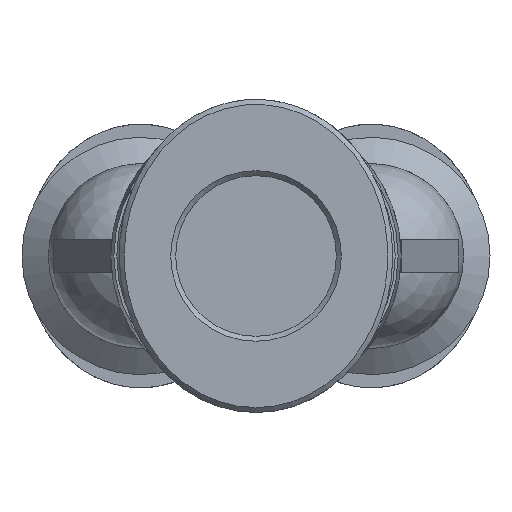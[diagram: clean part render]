
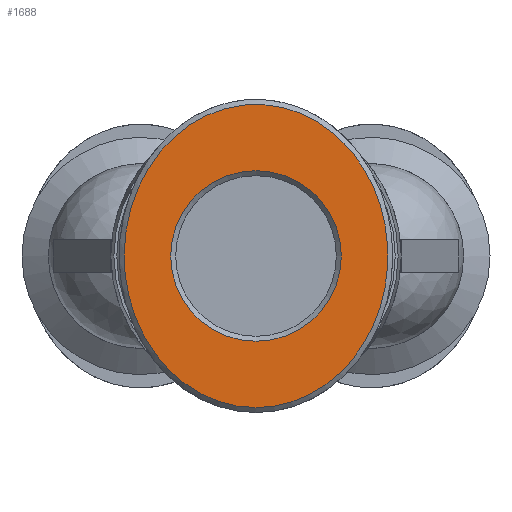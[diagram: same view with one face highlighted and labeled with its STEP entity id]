
A CAD part, front view. The second image highlights one B-rep face of the part: STEP entity #1688.
In plain terms, the highlighted face is planar.
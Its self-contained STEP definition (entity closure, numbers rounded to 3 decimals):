
#1615=CARTESIAN_POINT('',(9.2,5.8,0.));
#1616=VERTEX_POINT('',#1615);
#1646=CARTESIAN_POINT('',(9.2,5.8,0.));
#1647=CARTESIAN_POINT('',(9.2,5.8,1.19));
#1648=CARTESIAN_POINT('',(8.58,5.8,3.571));
#1649=CARTESIAN_POINT('',(5.951,5.8,6.456));
#1650=CARTESIAN_POINT('',(2.127,5.8,8.066));
#1651=CARTESIAN_POINT('',(-2.127,5.8,8.067));
#1652=CARTESIAN_POINT('',(-5.952,5.8,6.455));
#1653=CARTESIAN_POINT('',(-8.58,5.8,3.572));
#1654=CARTESIAN_POINT('',(-9.512,5.8,-0.001));
#1655=CARTESIAN_POINT('',(-8.681,5.8,-3.172));
#1656=CARTESIAN_POINT('',(-6.344,5.8,-6.179));
#1657=CARTESIAN_POINT('',(-2.605,5.8,-8.072));
#1658=CARTESIAN_POINT('',(2.129,5.8,-8.064));
#1659=CARTESIAN_POINT('',(5.95,5.8,-6.457));
#1660=CARTESIAN_POINT('',(8.581,5.8,-3.57));
#1661=CARTESIAN_POINT('',(9.2,5.8,-1.19));
#1662=CARTESIAN_POINT('',(9.2,5.8,0.));
#1663=B_SPLINE_CURVE_WITH_KNOTS('',3,(#1646,#1647,#1648,#1649,#1650,#1651,#1652,#1653,#1654,#1655,#1656,#1657,#1658,#1659,#1660,#1661,#1662),.UNSPECIFIED.,.T.,.U.,(4,1,1,1,1,1,1,1,1,1,1,1,1,1,4),(-3.142,-2.693,-2.244,-1.795,-1.346,-0.898,-0.449,0.,0.449,0.748,1.346,1.795,2.244,2.693,3.142),.UNSPECIFIED.);
#1664=EDGE_CURVE('',#1616,#1616,#1663,.T.);
#1669=CARTESIAN_POINT('',(0.,5.8,0.));
#1670=DIRECTION('',(0.0,-1.0,0.0));
#1671=DIRECTION('',(0.0,0.0,-1.0));
#1672=AXIS2_PLACEMENT_3D('',#1669,#1670,#1671);
#1673=PLANE('',#1672);
#1674=ORIENTED_EDGE('',*,*,#1664,.F.);
#1675=EDGE_LOOP('',(#1674));
#1676=FACE_OUTER_BOUND('',#1675,.T.);
#1677=CARTESIAN_POINT('',(5.175,5.8,0.));
#1678=VERTEX_POINT('',#1677);
#1679=CARTESIAN_POINT('',(0.,5.8,0.0));
#1680=DIRECTION('',(0.0,1.0,0.0));
#1681=DIRECTION('',(-1.0,0.0,0.0));
#1682=AXIS2_PLACEMENT_3D('',#1679,#1680,#1681);
#1683=CIRCLE('',#1682,5.175);
#1684=EDGE_CURVE('',#1678,#1678,#1683,.T.);
#1685=ORIENTED_EDGE('',*,*,#1684,.F.);
#1686=EDGE_LOOP('',(#1685));
#1687=FACE_BOUND('',#1686,.T.);
#1688=ADVANCED_FACE('',(#1676,#1687),#1673,.F.);
